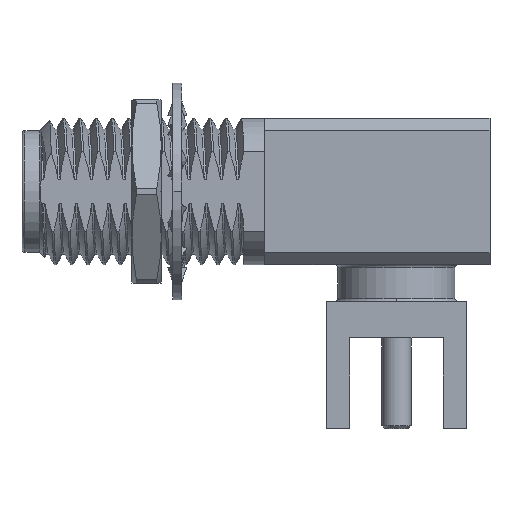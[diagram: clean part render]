
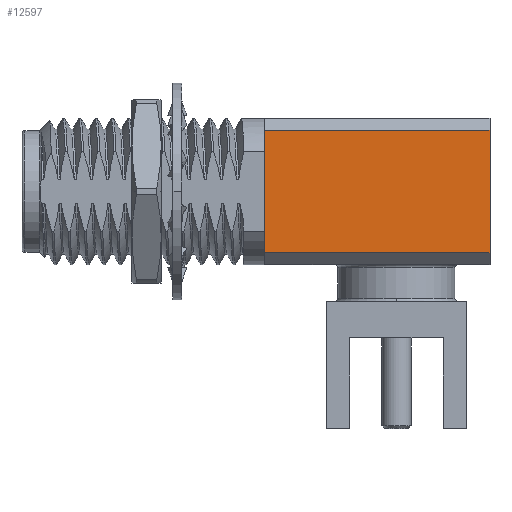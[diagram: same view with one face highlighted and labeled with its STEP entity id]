
A CAD part, top view. The second image highlights one B-rep face of the part: STEP entity #12597.
In plain terms, the highlighted planar face has unit normal (0, 0, 1).
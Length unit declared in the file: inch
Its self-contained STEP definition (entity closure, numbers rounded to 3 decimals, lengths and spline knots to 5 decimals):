
#68 = CARTESIAN_POINT ( 'NONE',  ( 1.95355, -0.125, 0.125 ) ) ;
#215 = CARTESIAN_POINT ( 'NONE',  ( 0.8, -0.125, 0.125 ) ) ;
#1168 = DIRECTION ( 'NONE',  ( 0., -1., 0. ) ) ;
#2927 = ORIENTED_EDGE ( 'NONE', *, *, #5544, .T. ) ;
#3075 = ORIENTED_EDGE ( 'NONE', *, *, #15274, .T. ) ;
#3398 = DIRECTION ( 'NONE',  ( -1., 0., 0. ) ) ;
#3849 = LINE ( 'NONE', #16496, #11018 ) ;
#4601 = AXIS2_PLACEMENT_3D ( 'NONE', #68, #16996, #5658 ) ;
#4704 = VECTOR ( 'NONE', #5895, 39.37008 ) ;
#4759 = CARTESIAN_POINT ( 'NONE',  ( 0.415, -0.125, 0.125 ) ) ;
#4980 = EDGE_CURVE ( 'NONE', #22272, #21823, #8926, .T. ) ;
#5544 = EDGE_CURVE ( 'NONE', #14427, #22136, #3849, .T. ) ;
#5658 = DIRECTION ( 'NONE',  ( -1., 0., 0. ) ) ;
#5895 = DIRECTION ( 'NONE',  ( 0., 1., 0. ) ) ;
#8183 = CARTESIAN_POINT ( 'NONE',  ( 1.95355, -0.105, 0.125 ) ) ;
#8926 = LINE ( 'NONE', #8183, #22943 ) ;
#9138 = ORIENTED_EDGE ( 'NONE', *, *, #4980, .T. ) ;
#10492 = EDGE_LOOP ( 'NONE', ( #3075, #9138, #12379, #2927 ) ) ;
#11018 = VECTOR ( 'NONE', #3398, 39.37008 ) ;
#12379 = ORIENTED_EDGE ( 'NONE', *, *, #23591, .T. ) ;
#12597 = ADVANCED_FACE ( 'NONE', ( #15062 ), #18931, .F. ) ;
#12613 = LINE ( 'NONE', #4759, #23641 ) ;
#13369 = LINE ( 'NONE', #215, #4704 ) ;
#13943 = DIRECTION ( 'NONE',  ( 1., 0., 0. ) ) ;
#14427 = VERTEX_POINT ( 'NONE', #21677 ) ;
#15062 = FACE_OUTER_BOUND ( 'NONE', #10492, .T. ) ;
#15274 = EDGE_CURVE ( 'NONE', #22136, #22272, #12613, .T. ) ;
#16496 = CARTESIAN_POINT ( 'NONE',  ( 1.95355, 0.105, 0.125 ) ) ;
#16996 = DIRECTION ( 'NONE',  ( 0., 0., -1. ) ) ;
#18931 = PLANE ( 'NONE',  #4601 ) ;
#20495 = CARTESIAN_POINT ( 'NONE',  ( 0.415, -0.105, 0.125 ) ) ;
#20938 = CARTESIAN_POINT ( 'NONE',  ( 0.8, -0.105, 0.125 ) ) ;
#21677 = CARTESIAN_POINT ( 'NONE',  ( 0.8, 0.105, 0.125 ) ) ;
#21823 = VERTEX_POINT ( 'NONE', #20938 ) ;
#22136 = VERTEX_POINT ( 'NONE', #22242 ) ;
#22242 = CARTESIAN_POINT ( 'NONE',  ( 0.415, 0.105, 0.125 ) ) ;
#22272 = VERTEX_POINT ( 'NONE', #20495 ) ;
#22943 = VECTOR ( 'NONE', #13943, 39.37008 ) ;
#23591 = EDGE_CURVE ( 'NONE', #21823, #14427, #13369, .T. ) ;
#23641 = VECTOR ( 'NONE', #1168, 39.37008 ) ;
